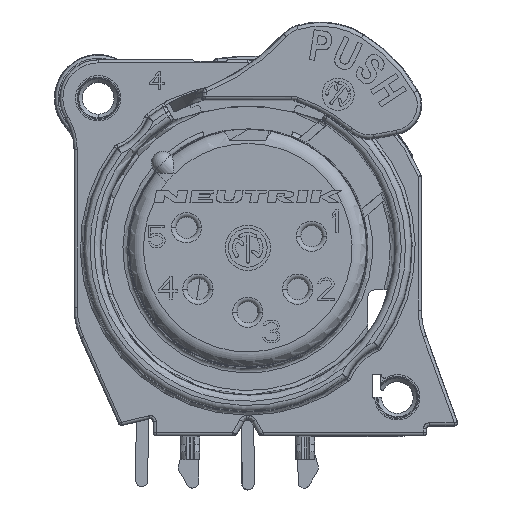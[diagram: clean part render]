
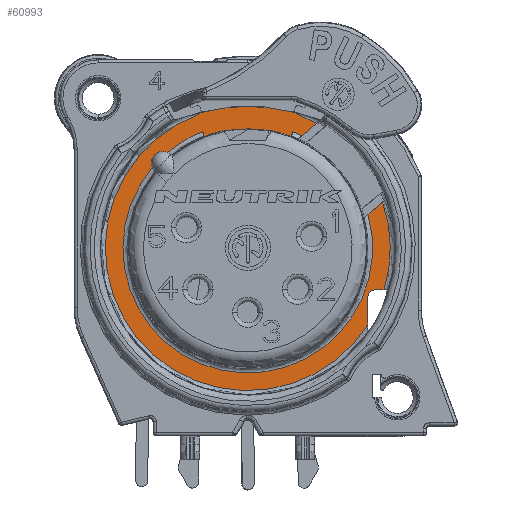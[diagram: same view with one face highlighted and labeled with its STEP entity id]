
A CAD part, top view. The second image highlights one B-rep face of the part: STEP entity #60993.
In plain terms, the highlighted planar face has unit normal (0, 0, 1).
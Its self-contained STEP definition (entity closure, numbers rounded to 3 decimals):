
#15213=CARTESIAN_POINT('',(9.019,-2.764,-13.));
#15222=CARTESIAN_POINT('',(0.,0.,-13.));
#15223=DIRECTION('',(0.,0.,1.));
#15224=DIRECTION('',(0.956,-0.293,0.));
#15225=AXIS2_PLACEMENT_3D('',#15222,#15223,#15224);
#15267=CARTESIAN_POINT('',(0.,0.,-13.));
#15268=DIRECTION('',(0.,0.,1.));
#15269=DIRECTION('',(0.483,0.876,0.));
#15270=AXIS2_PLACEMENT_3D('',#15267,#15268,#15269);
#15276=CARTESIAN_POINT('',(3.263,8.851,-13.));
#15278=CARTESIAN_POINT('',(0.,0.,-13.));
#15279=DIRECTION('',(0.,0.,1.));
#15280=DIRECTION('',(-0.346,0.938,0.));
#15281=AXIS2_PLACEMENT_3D('',#15278,#15279,#15280);
#15292=CARTESIAN_POINT('',(7.94,-5.093,-13.));
#15322=CARTESIAN_POINT('',(-3.263,8.851,-13.));
#15474=CARTESIAN_POINT('',(0.,0.,-13.));
#15475=DIRECTION('',(0.,0.,-1.));
#15476=DIRECTION('',(0.963,0.27,0.));
#15477=AXIS2_PLACEMENT_3D('',#15474,#15475,#15476);
#15499=CARTESIAN_POINT('',(0.,0.,-13.));
#15500=DIRECTION('',(0.,0.,-1.));
#15501=DIRECTION('',(0.36,0.933,0.));
#15502=AXIS2_PLACEMENT_3D('',#15499,#15500,#15501);
#15528=CARTESIAN_POINT('',(2.977,7.712,-13.));
#15556=CARTESIAN_POINT('',(0.,0.,-13.));
#15557=DIRECTION('',(0.,0.,-1.));
#15558=DIRECTION('',(-0.645,0.764,0.));
#15559=AXIS2_PLACEMENT_3D('',#15556,#15557,#15558);
#15568=CARTESIAN_POINT('',(-2.981,7.71,-13.));
#15570=CARTESIAN_POINT('',(2.91,7.467,-13.));
#15571=CARTESIAN_POINT('',(2.916,7.484,-13.));
#15572=CARTESIAN_POINT('',(2.929,7.53,-13.));
#15573=CARTESIAN_POINT('',(2.951,7.612,-13.));
#15574=CARTESIAN_POINT('',(2.968,7.677,-13.));
#15575=CARTESIAN_POINT('',(2.977,7.712,-13.));
#15577=CARTESIAN_POINT('',(2.887,7.378,-13.));
#15578=CARTESIAN_POINT('',(2.889,7.386,-13.));
#15579=CARTESIAN_POINT('',(2.894,7.408,-13.));
#15580=CARTESIAN_POINT('',(2.902,7.437,-13.));
#15581=CARTESIAN_POINT('',(2.908,7.459,-13.));
#15582=CARTESIAN_POINT('',(2.91,7.467,-13.));
#15584=CARTESIAN_POINT('',(0.001,-0.761,-13.));
#15585=DIRECTION('',(0.,0.,-1.));
#15586=DIRECTION('',(-0.336,0.942,0.));
#15587=AXIS2_PLACEMENT_3D('',#15584,#15585,#15586);
#15589=DIRECTION('',(0.24,-0.971,0.));
#15590=VECTOR('',#15589,0.346);
#15591=CARTESIAN_POINT('',(-2.981,7.71,-13.));
#15592=LINE('',#15591,#15590);
#15593=CARTESIAN_POINT('',(-5.621,5.621,-13.));
#15594=DIRECTION('',(0.,0.,1.));
#15595=DIRECTION('',(0.382,0.924,0.));
#15596=AXIS2_PLACEMENT_3D('',#15593,#15594,#15595);
#15598=DIRECTION('',(0.766,0.643,0.));
#15599=VECTOR('',#15598,1.265);
#15600=CARTESIAN_POINT('',(7.958,2.236,-13.));
#15601=LINE('',#15600,#15599);
#15602=DIRECTION('',(-1.,0.,0.));
#15603=VECTOR('',#15602,0.582);
#15604=CARTESIAN_POINT('',(9.019,-2.764,-13.));
#15605=LINE('',#15604,#15603);
#15606=DIRECTION('',(0.,1.,0.));
#15607=VECTOR('',#15606,1.824);
#15608=CARTESIAN_POINT('',(7.94,-5.093,-13.));
#15609=LINE('',#15608,#15607);
#15610=DIRECTION('',(0.24,-0.971,0.));
#15611=VECTOR('',#15610,0.077);
#15612=CARTESIAN_POINT('',(-3.282,8.926,-13.));
#15613=LINE('',#15612,#15611);
#15614=CARTESIAN_POINT('',(0.,-2.638,-13.));
#15615=DIRECTION('',(0.,0.,1.));
#15616=DIRECTION('',(0.273,0.962,0.));
#15617=AXIS2_PLACEMENT_3D('',#15614,#15615,#15616);
#15619=DIRECTION('',(0.24,0.971,0.));
#15620=VECTOR('',#15619,0.077);
#15621=CARTESIAN_POINT('',(3.263,8.851,-13.));
#15622=LINE('',#15621,#15620);
#15623=DIRECTION('',(-0.766,-0.643,0.));
#15624=VECTOR('',#15623,1.264);
#15625=CARTESIAN_POINT('',(4.558,8.259,-13.));
#15626=LINE('',#15625,#15624);
#19877=CARTESIAN_POINT('',(7.94,-3.269,-13.));
#19878=CARTESIAN_POINT('',(7.94,-3.186,-13.));
#19879=CARTESIAN_POINT('',(7.976,-3.054,-13.));
#19880=CARTESIAN_POINT('',(8.078,-2.905,-13.));
#19881=CARTESIAN_POINT('',(8.224,-2.801,-13.));
#19882=CARTESIAN_POINT('',(8.354,-2.764,-13.));
#19883=CARTESIAN_POINT('',(8.438,-2.764,-13.));
#33922=CARTESIAN_POINT('',(-5.335,6.315,-13.));
#33923=CARTESIAN_POINT('',(-6.315,5.335,-13.));
#33924=VERTEX_POINT('',#33922);
#33925=VERTEX_POINT('',#33923);
#33952=CARTESIAN_POINT('',(4.558,8.259,-13.));
#33953=CARTESIAN_POINT('',(3.59,7.446,-13.));
#33954=VERTEX_POINT('',#33952);
#33955=VERTEX_POINT('',#33953);
#33956=CARTESIAN_POINT('',(7.958,2.236,-13.));
#33957=CARTESIAN_POINT('',(8.927,3.049,-13.));
#33958=VERTEX_POINT('',#33956);
#33959=VERTEX_POINT('',#33957);
#34054=VERTEX_POINT('',#15213);
#34057=VERTEX_POINT('',#15292);
#35364=CARTESIAN_POINT('',(8.438,-2.764,-13.));
#35365=VERTEX_POINT('',#35364);
#35366=CARTESIAN_POINT('',(7.94,-3.269,-13.));
#35367=VERTEX_POINT('',#35366);
#40581=CARTESIAN_POINT('',(-2.898,7.374,-13.));
#40582=CARTESIAN_POINT('',(2.887,7.378,-13.));
#40583=VERTEX_POINT('',#40581);
#40584=VERTEX_POINT('',#40582);
#40585=VERTEX_POINT('',#15582);
#40586=CARTESIAN_POINT('',(3.282,8.926,-13.));
#40587=CARTESIAN_POINT('',(-3.282,8.926,-13.));
#40588=VERTEX_POINT('',#40586);
#40589=VERTEX_POINT('',#40587);
#40602=VERTEX_POINT('',#15276);
#40603=VERTEX_POINT('',#15322);
#40606=VERTEX_POINT('',#15528);
#40607=VERTEX_POINT('',#15568);
#60960=CARTESIAN_POINT('',(0.,0.,-13.));
#60961=DIRECTION('',(0.,0.,-1.));
#60962=DIRECTION('',(0.,-1.,0.));
#60963=AXIS2_PLACEMENT_3D('',#60960,#60961,#60962);
#60964=PLANE('',#60963);
#60965=ORIENTED_EDGE('',*,*,#60932,.F.);
#60967=ORIENTED_EDGE('',*,*,#60966,.F.);
#60969=ORIENTED_EDGE('',*,*,#60968,.F.);
#60970=ORIENTED_EDGE('',*,*,#60876,.F.);
#60971=ORIENTED_EDGE('',*,*,#60892,.F.);
#60972=ORIENTED_EDGE('',*,*,#60954,.F.);
#60974=ORIENTED_EDGE('',*,*,#60973,.T.);
#60975=ORIENTED_EDGE('',*,*,#60917,.F.);
#60976=ORIENTED_EDGE('',*,*,#60720,.T.);
#60977=ORIENTED_EDGE('',*,*,#60673,.F.);
#60978=ORIENTED_EDGE('',*,*,#51681,.T.);
#60980=ORIENTED_EDGE('',*,*,#60979,.F.);
#60981=ORIENTED_EDGE('',*,*,#60637,.F.);
#60982=ORIENTED_EDGE('',*,*,#60700,.F.);
#60983=ORIENTED_EDGE('',*,*,#60906,.F.);
#60985=ORIENTED_EDGE('',*,*,#60984,.F.);
#60987=ORIENTED_EDGE('',*,*,#60986,.F.);
#60988=ORIENTED_EDGE('',*,*,#60688,.F.);
#60990=ORIENTED_EDGE('',*,*,#60989,.T.);
#60991=EDGE_LOOP('',(#60965,#60967,#60969,#60970,#60971,#60972,#60974,#60975,
#60976,#60977,#60978,#60980,#60981,#60982,#60983,#60985,#60987,#60988,#60990));
#60992=FACE_OUTER_BOUND('',#60991,.F.);
#60993=ADVANCED_FACE('',(#60992),#60964,.F.);
#15226=CIRCLE('',#15225,9.433);
#15271=CIRCLE('',#15270,9.433);
#15282=CIRCLE('',#15281,9.433);
#15478=CIRCLE('',#15477,8.267);
#15503=CIRCLE('',#15502,8.267);
#15560=CIRCLE('',#15559,8.267);
#15576=B_SPLINE_CURVE_WITH_KNOTS('',3,(#15570,#15571,#15572,#15573,#15574,
#15575),.UNSPECIFIED.,.F.,.F.,(4,1,1,4),(0.,0.21,
0.571,1.),.UNSPECIFIED.);
#15583=B_SPLINE_CURVE_WITH_KNOTS('',3,(#15577,#15578,#15579,#15580,#15581,
#15582),.UNSPECIFIED.,.F.,.F.,(4,1,1,4),(0.,0.254,
0.744,1.),.UNSPECIFIED.);
#15588=CIRCLE('',#15587,8.636);
#15597=CIRCLE('',#15596,0.75);
#15618=CIRCLE('',#15617,12.02);
#19884=B_SPLINE_CURVE_WITH_KNOTS('',3,(#19877,#19878,#19879,#19880,#19881,
#19882,#19883),.UNSPECIFIED.,.F.,.F.,(4,1,1,1,4),(0.,0.25,0.5,0.75,
1.),.UNSPECIFIED.);
#51681=EDGE_CURVE('',#34054,#35365,#15605,.T.);
#60637=EDGE_CURVE('',#34057,#35367,#15609,.T.);
#60673=EDGE_CURVE('',#34054,#33959,#15226,.T.);
#60688=EDGE_CURVE('',#33954,#40602,#15271,.T.);
#60700=EDGE_CURVE('',#40603,#34057,#15282,.T.);
#60720=EDGE_CURVE('',#33958,#33959,#15601,.T.);
#60876=EDGE_CURVE('',#40583,#40584,#15588,.T.);
#60892=EDGE_CURVE('',#40607,#40583,#15592,.T.);
#60906=EDGE_CURVE('',#40589,#40603,#15613,.T.);
#60917=EDGE_CURVE('',#33958,#33925,#15478,.T.);
#60932=EDGE_CURVE('',#40606,#33955,#15503,.T.);
#60954=EDGE_CURVE('',#33924,#40607,#15560,.T.);
#60966=EDGE_CURVE('',#40585,#40606,#15576,.T.);
#60968=EDGE_CURVE('',#40584,#40585,#15583,.T.);
#60973=EDGE_CURVE('',#33924,#33925,#15597,.T.);
#60979=EDGE_CURVE('',#35367,#35365,#19884,.T.);
#60984=EDGE_CURVE('',#40588,#40589,#15618,.T.);
#60986=EDGE_CURVE('',#40602,#40588,#15622,.T.);
#60989=EDGE_CURVE('',#33954,#33955,#15626,.T.);
